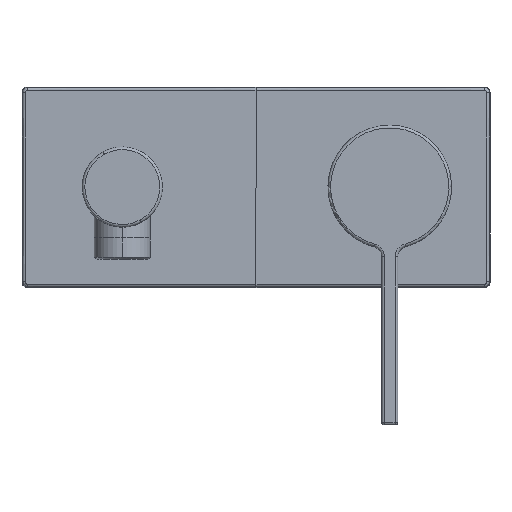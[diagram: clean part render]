
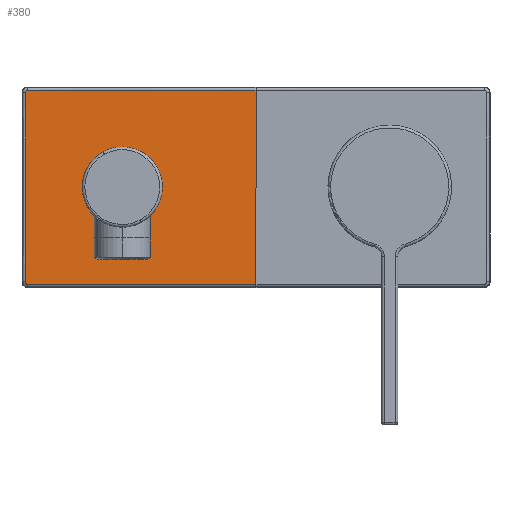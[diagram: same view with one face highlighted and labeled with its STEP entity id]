
A CAD part, top view. The second image highlights one B-rep face of the part: STEP entity #380.
In plain terms, the highlighted free-form (B-spline) face has degree [2, 5] with [3, 12] control points.
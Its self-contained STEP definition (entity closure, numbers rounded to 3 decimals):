
#74 = CARTESIAN_POINT ( 'NONE',  ( -136.189, 35.821, 11.601 ) ) ;
#82 = CARTESIAN_POINT ( 'NONE',  ( -50., -21.803, 11.923 ) ) ;
#97 = CARTESIAN_POINT ( 'NONE',  ( -136.116, 35.929, 11.601 ) ) ;
#107 = CARTESIAN_POINT ( 'NONE',  ( -137.5, -7.5, 11.6 ) ) ;
#122 = CARTESIAN_POINT ( 'NONE',  ( -135.929, 36.116, 11.601 ) ) ;
#134 = CARTESIAN_POINT ( 'NONE',  ( -135.821, 36.189, 11.601 ) ) ;
#139 = CARTESIAN_POINT ( 'NONE',  ( -135.576, 36.29, 11.601 ) ) ;
#171 = CARTESIAN_POINT ( 'NONE',  ( -135.316, 36.316, 11.601 ) ) ;
#240 = EDGE_CURVE ( 'NONE', #2138, #1857, #1280, .T. ) ;
#246 = B_SPLINE_CURVE_WITH_KNOTS ( 'NONE', 3,
 ( #693, #1490, #848, #2669 ),
 .UNSPECIFIED., .F., .F.,
 ( 4, 4 ),
 ( 0., 1. ),
 .UNSPECIFIED. ) ;
#254 = ORIENTED_EDGE ( 'NONE', *, *, #2411, .T. ) ;
#272 = CARTESIAN_POINT ( 'NONE',  ( -93.75, -43.045, 11.478 ) ) ;
#299 = CARTESIAN_POINT ( 'NONE',  ( -136.325, 7.063, 11.613 ) ) ;
#337 = CARTESIAN_POINT ( 'NONE',  ( -50., -36.335, 11.625 ) ) ;
#347 = ORIENTED_EDGE ( 'NONE', *, *, #980, .T. ) ;
#376 = FACE_OUTER_BOUND ( 'NONE', #1163, .T. ) ;
#380 = ADVANCED_FACE ( 'NONE', ( #376 ), #3118, .T. ) ;
#438 = CARTESIAN_POINT ( 'NONE',  ( -50., -48.591, 11.363 ) ) ;
#443 = CARTESIAN_POINT ( 'NONE',  ( -135.448, 36.316, 11.601 ) ) ;
#446 = CARTESIAN_POINT ( 'NONE',  ( -50., -45.818, 11.425 ) ) ;
#526 = CARTESIAN_POINT ( 'NONE',  ( -50., -51.364, 11.304 ) ) ;
#563 = CARTESIAN_POINT ( 'NONE',  ( -93.75, 43.045, 11.478 ) ) ;
#582 = CARTESIAN_POINT ( 'NONE',  ( -136.322, -21.189, 11.609 ) ) ;
#591 = CARTESIAN_POINT ( 'NONE',  ( -93.75, 45.818, 11.426 ) ) ;
#674 = CARTESIAN_POINT ( 'NONE',  ( -137.5, 7.5, 11.6 ) ) ;
#677 = CARTESIAN_POINT ( 'NONE',  ( -50., 36.335, 11.625 ) ) ;
#691 = CARTESIAN_POINT ( 'NONE',  ( -136.29, -35.576, 11.601 ) ) ;
#693 = CARTESIAN_POINT ( 'NONE',  ( -135.316, -36.316, 11.601 ) ) ;
#697 = VERTEX_POINT ( 'NONE', #337 ) ;
#712 = CARTESIAN_POINT ( 'NONE',  ( -137.5, 51.366, 11.6 ) ) ;
#734 = CARTESIAN_POINT ( 'NONE',  ( -50., -43.046, 11.478 ) ) ;
#749 = CARTESIAN_POINT ( 'NONE',  ( -50., -25.276, 11.887 ) ) ;
#770 = CARTESIAN_POINT ( 'NONE',  ( -50., 36.335, 11.625 ) ) ;
#842 = CARTESIAN_POINT ( 'NONE',  ( -93.75, -25.276, 11.887 ) ) ;
#848 = CARTESIAN_POINT ( 'NONE',  ( -78.404, -36.335, 11.625 ) ) ;
#856 = CARTESIAN_POINT ( 'NONE',  ( -93.751, 7.502, 12.082 ) ) ;
#914 = B_SPLINE_CURVE_WITH_KNOTS ( 'NONE', 3,
 ( #171, #443, #139, #134, #122, #97, #74, #3227, #2972, #2586 ),
 .UNSPECIFIED., .F., .F.,
 ( 4, 2, 2, 2, 4 ),
 ( 0., 0.25, 0.5, 0.75, 1. ),
 .UNSPECIFIED. ) ;
#958 = ORIENTED_EDGE ( 'NONE', *, *, #1813, .F. ) ;
#964 = CARTESIAN_POINT ( 'NONE',  ( -136.116, -35.929, 11.601 ) ) ;
#980 = EDGE_CURVE ( 'NONE', #1857, #1984, #914, .T. ) ;
#997 = CARTESIAN_POINT ( 'NONE',  ( -50., -7.501, 12.082 ) ) ;
#1014 = CARTESIAN_POINT ( 'NONE',  ( -135.316, -36.316, 11.601 ) ) ;
#1016 = CARTESIAN_POINT ( 'NONE',  ( -50., 7.501, 12.082 ) ) ;
#1028 = CARTESIAN_POINT ( 'NONE',  ( -50., 25.276, 11.887 ) ) ;
#1103 = CARTESIAN_POINT ( 'NONE',  ( -93.75, -45.818, 11.426 ) ) ;
#1104 = CARTESIAN_POINT ( 'NONE',  ( -136.322, 21.189, 11.609 ) ) ;
#1119 = CARTESIAN_POINT ( 'NONE',  ( -137.5, -51.366, 11.6 ) ) ;
#1133 = CARTESIAN_POINT ( 'NONE',  ( -136.316, 35.315, 11.601 ) ) ;
#1163 = EDGE_LOOP ( 'NONE', ( #254, #3043, #3280, #958, #3459, #347 ) ) ;
#1233 = CARTESIAN_POINT ( 'NONE',  ( -135.821, -36.189, 11.601 ) ) ;
#1254 = CARTESIAN_POINT ( 'NONE',  ( -50., 43.046, 11.478 ) ) ;
#1280 = B_SPLINE_CURVE_WITH_KNOTS ( 'NONE', 3,
 ( #770, #1546, #2590, #2578 ),
 .UNSPECIFIED., .F., .F.,
 ( 4, 4 ),
 ( 0., 1. ),
 .UNSPECIFIED. ) ;
#1380 = CARTESIAN_POINT ( 'NONE',  ( -93.75, 25.276, 11.887 ) ) ;
#1475 = CARTESIAN_POINT ( 'NONE',  ( -136.316, -35.315, 11.601 ) ) ;
#1487 = CARTESIAN_POINT ( 'NONE',  ( -135.448, -36.316, 11.601 ) ) ;
#1490 = CARTESIAN_POINT ( 'NONE',  ( -106.842, -36.329, 11.617 ) ) ;
#1524 = CARTESIAN_POINT ( 'NONE',  ( -50., 45.818, 11.425 ) ) ;
#1546 = CARTESIAN_POINT ( 'NONE',  ( -78.404, 36.335, 11.625 ) ) ;
#1598 = CARTESIAN_POINT ( 'NONE',  ( -93.751, -7.502, 12.082 ) ) ;
#1636 = CARTESIAN_POINT ( 'NONE',  ( -136.316, -35.315, 11.601 ) ) ;
#1708 = CARTESIAN_POINT ( 'NONE',  ( -50., 36.335, 11.625 ) ) ;
#1719 = CARTESIAN_POINT ( 'NONE',  ( -50., -7.268, 12.077 ) ) ;
#1778 = CARTESIAN_POINT ( 'NONE',  ( -50., 51.364, 11.304 ) ) ;
#1813 = EDGE_CURVE ( 'NONE', #2138, #697, #3418, .T. ) ;
#1857 = VERTEX_POINT ( 'NONE', #1997 ) ;
#1890 = CARTESIAN_POINT ( 'NONE',  ( -137.5, -48.593, 11.6 ) ) ;
#1908 = CARTESIAN_POINT ( 'NONE',  ( -93.75, 51.363, 11.304 ) ) ;
#1914 = CARTESIAN_POINT ( 'NONE',  ( -93.75, 48.591, 11.363 ) ) ;
#1934 = EDGE_CURVE ( 'NONE', #3248, #697, #246, .T. ) ;
#1983 = CARTESIAN_POINT ( 'NONE',  ( -50., 21.803, 11.923 ) ) ;
#1984 = VERTEX_POINT ( 'NONE', #2924 ) ;
#1990 = CARTESIAN_POINT ( 'NONE',  ( -50., -36.335, 11.625 ) ) ;
#1997 = CARTESIAN_POINT ( 'NONE',  ( -135.316, 36.316, 11.601 ) ) ;
#2002 = B_SPLINE_CURVE_WITH_KNOTS ( 'NONE', 5,
 ( #1133, #1104, #299, #2166, #582, #2413 ),
 .UNSPECIFIED., .F., .F.,
 ( 6, 6 ),
 ( 2.042, 72.673 ),
 .UNSPECIFIED. ) ;
#2017 = CARTESIAN_POINT ( 'NONE',  ( -93.75, -51.363, 11.304 ) ) ;
#2138 = VERTEX_POINT ( 'NONE', #677 ) ;
#2152 = CARTESIAN_POINT ( 'NONE',  ( -137.5, -45.82, 11.6 ) ) ;
#2162 = EDGE_CURVE ( 'NONE', #2377, #3248, #2801, .T. ) ;
#2166 = CARTESIAN_POINT ( 'NONE',  ( -136.325, -7.063, 11.613 ) ) ;
#2259 = CARTESIAN_POINT ( 'NONE',  ( -137.5, 25.273, 11.6 ) ) ;
#2307 = CARTESIAN_POINT ( 'NONE',  ( -50., 48.591, 11.363 ) ) ;
#2377 = VERTEX_POINT ( 'NONE', #1636 ) ;
#2390 = CARTESIAN_POINT ( 'NONE',  ( -137.5, -43.046, 11.6 ) ) ;
#2411 = EDGE_CURVE ( 'NONE', #1984, #2377, #2002, .T. ) ;
#2413 = CARTESIAN_POINT ( 'NONE',  ( -136.316, -35.315, 11.601 ) ) ;
#2506 = CARTESIAN_POINT ( 'NONE',  ( -137.5, 43.046, 11.6 ) ) ;
#2520 = CARTESIAN_POINT ( 'NONE',  ( -136.189, -35.821, 11.601 ) ) ;
#2578 = CARTESIAN_POINT ( 'NONE',  ( -135.316, 36.316, 11.601 ) ) ;
#2586 = CARTESIAN_POINT ( 'NONE',  ( -136.316, 35.315, 11.601 ) ) ;
#2590 = CARTESIAN_POINT ( 'NONE',  ( -106.842, 36.329, 11.617 ) ) ;
#2659 = CARTESIAN_POINT ( 'NONE',  ( -137.5, -25.273, 11.6 ) ) ;
#2669 = CARTESIAN_POINT ( 'NONE',  ( -50., -36.335, 11.625 ) ) ;
#2777 = CARTESIAN_POINT ( 'NONE',  ( -135.929, -36.116, 11.601 ) ) ;
#2801 = B_SPLINE_CURVE_WITH_KNOTS ( 'NONE', 3,
 ( #1475, #3282, #691, #2520, #964, #2777, #1233, #3019, #1487, #3292 ),
 .UNSPECIFIED., .F., .F.,
 ( 4, 2, 2, 2, 4 ),
 ( 0., 0.25, 0.5, 0.75, 1. ),
 .UNSPECIFIED. ) ;
#2924 = CARTESIAN_POINT ( 'NONE',  ( -136.316, 35.315, 11.601 ) ) ;
#2972 = CARTESIAN_POINT ( 'NONE',  ( -136.316, 35.448, 11.601 ) ) ;
#3017 = CARTESIAN_POINT ( 'NONE',  ( -93.75, -48.591, 11.363 ) ) ;
#3019 = CARTESIAN_POINT ( 'NONE',  ( -135.576, -36.29, 11.601 ) ) ;
#3043 = ORIENTED_EDGE ( 'NONE', *, *, #2162, .T. ) ;
#3118 = B_SPLINE_SURFACE_WITH_KNOTS ( 'NONE', 2, 5, ( 
 ( #1778, #2307, #1524, #1254, #1028, #1016, #997, #749, #734, #446, #438, #526 ),
 ( #1908, #1914, #591, #563, #1380, #856, #1598, #842, #272, #1103, #3017, #2017 ),
 ( #712, #3301, #3289, #2506, #2259, #674, #107, #2659, #2390, #2152, #1890, #1119 ) ),
 .UNSPECIFIED., .F., .F., .F.,
 ( 3, 3 ),
 ( 6, 3, 3, 6 ),
 ( 13.866, 101.367 ),
 ( 0., 13.867, 88.872, 102.739 ),
 .UNSPECIFIED. ) ;
#3227 = CARTESIAN_POINT ( 'NONE',  ( -136.29, 35.576, 11.601 ) ) ;
#3248 = VERTEX_POINT ( 'NONE', #1014 ) ;
#3264 = CARTESIAN_POINT ( 'NONE',  ( -50., 7.268, 12.077 ) ) ;
#3280 = ORIENTED_EDGE ( 'NONE', *, *, #1934, .T. ) ;
#3282 = CARTESIAN_POINT ( 'NONE',  ( -136.316, -35.448, 11.601 ) ) ;
#3289 = CARTESIAN_POINT ( 'NONE',  ( -137.5, 45.82, 11.6 ) ) ;
#3292 = CARTESIAN_POINT ( 'NONE',  ( -135.316, -36.316, 11.601 ) ) ;
#3301 = CARTESIAN_POINT ( 'NONE',  ( -137.5, 48.593, 11.6 ) ) ;
#3418 = B_SPLINE_CURVE_WITH_KNOTS ( 'NONE', 5,
 ( #1708, #1983, #3264, #1719, #82, #1990 ),
 .UNSPECIFIED., .F., .F.,
 ( 6, 6 ),
 ( 0., 72.674 ),
 .UNSPECIFIED. ) ;
#3459 = ORIENTED_EDGE ( 'NONE', *, *, #240, .T. ) ;
